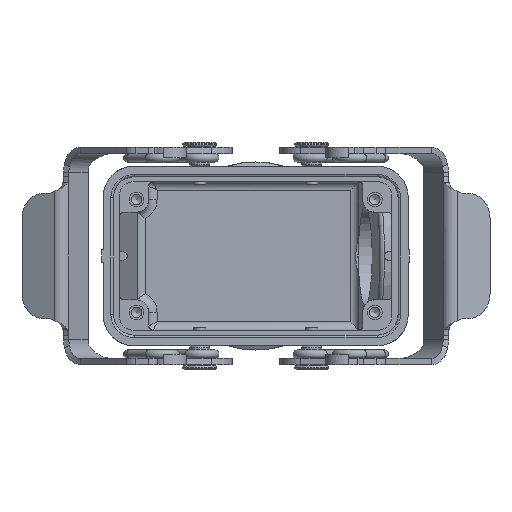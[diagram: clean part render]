
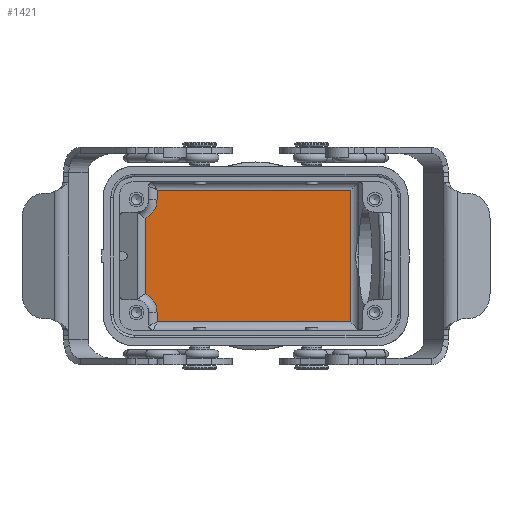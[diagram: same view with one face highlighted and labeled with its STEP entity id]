
A CAD part, front view. The second image highlights one B-rep face of the part: STEP entity #1421.
In plain terms, the highlighted planar face has unit normal (0, -1, 0).
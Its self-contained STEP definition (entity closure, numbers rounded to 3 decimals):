
#721=FACE_OUTER_BOUND('',#4222,.T.);
#1421=ADVANCED_FACE('',(#721),#2048,.F.);
#2048=PLANE('',#11454);
#2381=LINE('',#15944,#3157);
#2387=LINE('',#16065,#3163);
#2388=LINE('',#16067,#3164);
#2389=LINE('',#16071,#3165);
#2390=LINE('',#16074,#3166);
#2391=LINE('',#16076,#3167);
#3157=VECTOR('',#12586,1.);
#3163=VECTOR('',#12604,1.);
#3164=VECTOR('',#12607,1.);
#3165=VECTOR('',#12610,1.);
#3166=VECTOR('',#12613,1.);
#3167=VECTOR('',#12614,1.);
#4222=EDGE_LOOP('',(#5139,#5140,#5141,#5142,#5143,#5144,#5145,#5146));
#5139=ORIENTED_EDGE('',*,*,#9474,.F.);
#5140=ORIENTED_EDGE('',*,*,#9473,.F.);
#5141=ORIENTED_EDGE('',*,*,#9475,.F.);
#5142=ORIENTED_EDGE('',*,*,#9476,.F.);
#5143=ORIENTED_EDGE('',*,*,#9477,.F.);
#5144=ORIENTED_EDGE('',*,*,#9461,.F.);
#5145=ORIENTED_EDGE('',*,*,#9478,.F.);
#5146=ORIENTED_EDGE('',*,*,#9479,.F.);
#8358=VERTEX_POINT('',#15880);
#8359=VERTEX_POINT('',#15945);
#8366=VERTEX_POINT('',#15982);
#8367=VERTEX_POINT('',#16064);
#8368=VERTEX_POINT('',#16068);
#8369=VERTEX_POINT('',#16070);
#8370=VERTEX_POINT('',#16072);
#8371=VERTEX_POINT('',#16075);
#9461=EDGE_CURVE('',#8358,#8359,#2381,.T.);
#9473=EDGE_CURVE('',#8367,#8366,#2387,.T.);
#9474=EDGE_CURVE('',#8366,#8368,#2388,.T.);
#9475=EDGE_CURVE('',#8369,#8367,#10975,.T.);
#9476=EDGE_CURVE('',#8370,#8369,#2389,.T.);
#9477=EDGE_CURVE('',#8359,#8370,#10976,.T.);
#9478=EDGE_CURVE('',#8371,#8358,#2390,.T.);
#9479=EDGE_CURVE('',#8368,#8371,#2391,.T.);
#10975=CIRCLE('',#11452,5.);
#10976=CIRCLE('',#11453,5.);
#11452=AXIS2_PLACEMENT_3D('',#16069,#12608,#12609);
#11453=AXIS2_PLACEMENT_3D('',#16073,#12611,#12612);
#11454=AXIS2_PLACEMENT_3D('',#16077,#12615,#12616);
#12586=DIRECTION('',(0.,0.,1.));
#12604=DIRECTION('',(0.,0.,1.));
#12607=DIRECTION('',(1.,0.,0.));
#12608=DIRECTION('',(0.,-1.,0.));
#12609=DIRECTION('',(-1.,0.,0.));
#12610=DIRECTION('',(0.,0.,1.));
#12611=DIRECTION('',(0.,-1.,0.));
#12612=DIRECTION('',(-1.,0.,0.));
#12613=DIRECTION('',(-1.,0.,0.));
#12614=DIRECTION('',(0.,0.,-1.));
#12615=DIRECTION('',(0.,1.,0.));
#12616=DIRECTION('',(1.,0.,0.));
#15880=CARTESIAN_POINT('',(-12.379,-5.898,-15.75));
#15944=CARTESIAN_POINT('',(-12.379,-5.898,-15.45));
#15945=CARTESIAN_POINT('',(-12.379,-5.898,-13.5));
#15982=CARTESIAN_POINT('',(-12.379,-5.898,15.75));
#16064=CARTESIAN_POINT('',(-12.379,-5.898,13.5));
#16065=CARTESIAN_POINT('',(-12.379,-5.898,13.5));
#16067=CARTESIAN_POINT('',(-12.279,-5.898,15.75));
#16068=CARTESIAN_POINT('',(33.906,-5.898,15.75));
#16069=CARTESIAN_POINT('',(-17.379,-5.898,13.5));
#16070=CARTESIAN_POINT('',(-15.184,-5.898,9.008));
#16071=CARTESIAN_POINT('',(-15.184,-5.898,-8.96));
#16072=CARTESIAN_POINT('',(-15.184,-5.898,-9.008));
#16073=CARTESIAN_POINT('',(-17.379,-5.898,-13.5));
#16074=CARTESIAN_POINT('',(33.906,-5.898,-15.75));
#16075=CARTESIAN_POINT('',(33.906,-5.898,-15.75));
#16076=CARTESIAN_POINT('',(33.906,-5.898,15.45));
#16077=CARTESIAN_POINT('',(-19.957,-5.898,17.65));
